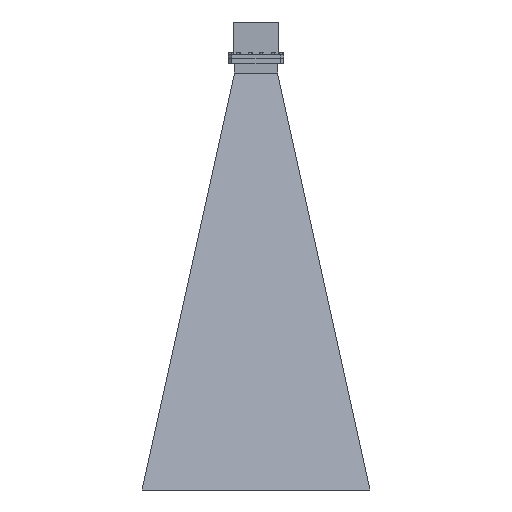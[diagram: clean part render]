
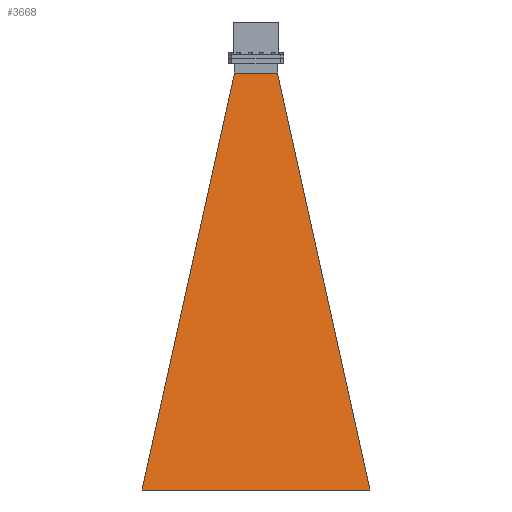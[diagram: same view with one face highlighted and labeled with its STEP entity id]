
A CAD part, front view. The second image highlights one B-rep face of the part: STEP entity #3668.
In plain terms, the highlighted planar face has unit normal (0, -0.987, 0.16).
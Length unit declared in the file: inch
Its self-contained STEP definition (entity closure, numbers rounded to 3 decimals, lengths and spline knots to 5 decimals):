
#18 = EDGE_CURVE ( 'NONE', #13468, #30199, #29078, .T. ) ;
#2437 = DIRECTION ( 'NONE',  ( 0., -0.987, 0.16 ) ) ;
#3223 = CARTESIAN_POINT ( 'NONE',  ( 1.482, -0.732, -1.01 ) ) ;
#3668 = ADVANCED_FACE ( 'NONE', ( #24357 ), #29003, .T. ) ;
#4587 = VECTOR ( 'NONE', #25857, 39.37008 ) ;
#5289 = ORIENTED_EDGE ( 'NONE', *, *, #29868, .T. ) ;
#5334 = LINE ( 'NONE', #14926, #15269 ) ;
#6934 = CARTESIAN_POINT ( 'NONE',  ( 7.85, -5.4, -29.75 ) ) ;
#9171 = AXIS2_PLACEMENT_3D ( 'NONE', #10267, #2437, #17842 ) ;
#10267 = CARTESIAN_POINT ( 'NONE',  ( 0., -0.55336, 0.08988 ) ) ;
#11450 = ORIENTED_EDGE ( 'NONE', *, *, #16303, .T. ) ;
#12061 = B_SPLINE_CURVE_WITH_KNOTS ( 'NONE', 3,
 ( #3223, #30476, #24683, #19887 ),
 .UNSPECIFIED., .F., .F.,
 ( 4, 4 ),
 ( 0., 1. ),
 .UNSPECIFIED. ) ;
#13468 = VERTEX_POINT ( 'NONE', #21423 ) ;
#14926 = CARTESIAN_POINT ( 'NONE',  ( -7.85, -5.4, -29.75 ) ) ;
#14957 = CARTESIAN_POINT ( 'NONE',  ( -7.85, -5.4, -29.75 ) ) ;
#15269 = VECTOR ( 'NONE', #20292, 39.37008 ) ;
#15355 = CARTESIAN_POINT ( 'NONE',  ( -1.482, -0.732, -1.01 ) ) ;
#16303 = EDGE_CURVE ( 'NONE', #30755, #28417, #12061, .T. ) ;
#16361 = CARTESIAN_POINT ( 'NONE',  ( 7.85, -5.4, -29.75 ) ) ;
#17457 = LINE ( 'NONE', #6934, #4587 ) ;
#17842 = DIRECTION ( 'NONE',  ( 0., -0.16, -0.987 ) ) ;
#17872 = ORIENTED_EDGE ( 'NONE', *, *, #21461, .F. ) ;
#19537 = EDGE_LOOP ( 'NONE', ( #5289, #11450, #17872, #33376 ) ) ;
#19887 = CARTESIAN_POINT ( 'NONE',  ( -1.482, -0.732, -1.01 ) ) ;
#20292 = DIRECTION ( 'NONE',  ( 0.214, 0.157, 0.964 ) ) ;
#21423 = CARTESIAN_POINT ( 'NONE',  ( -7.85, -5.4, -29.75 ) ) ;
#21461 = EDGE_CURVE ( 'NONE', #13468, #28417, #5334, .T. ) ;
#24357 = FACE_OUTER_BOUND ( 'NONE', #19537, .T. ) ;
#24683 = CARTESIAN_POINT ( 'NONE',  ( -0.494, -0.732, -1.01 ) ) ;
#25857 = DIRECTION ( 'NONE',  ( -0.214, 0.157, 0.964 ) ) ;
#28417 = VERTEX_POINT ( 'NONE', #15355 ) ;
#29003 = PLANE ( 'NONE',  #9171 ) ;
#29078 = LINE ( 'NONE', #14957, #33223 ) ;
#29582 = CARTESIAN_POINT ( 'NONE',  ( 1.482, -0.732, -1.01 ) ) ;
#29868 = EDGE_CURVE ( 'NONE', #30199, #30755, #17457, .T. ) ;
#30199 = VERTEX_POINT ( 'NONE', #16361 ) ;
#30476 = CARTESIAN_POINT ( 'NONE',  ( 0.494, -0.732, -1.01 ) ) ;
#30755 = VERTEX_POINT ( 'NONE', #29582 ) ;
#33223 = VECTOR ( 'NONE', #33684, 39.37008 ) ;
#33376 = ORIENTED_EDGE ( 'NONE', *, *, #18, .T. ) ;
#33684 = DIRECTION ( 'NONE',  ( 1., 0., 0. ) ) ;
